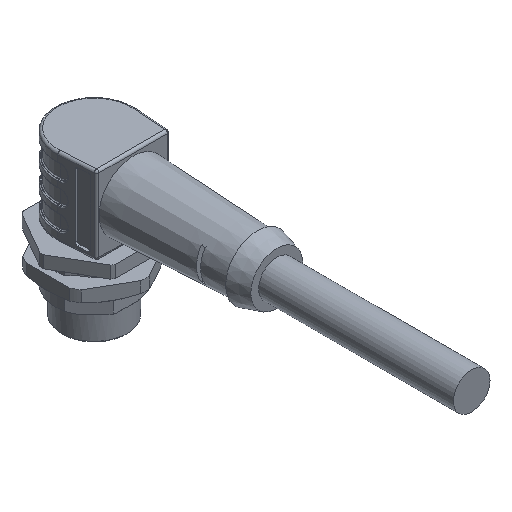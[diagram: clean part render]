
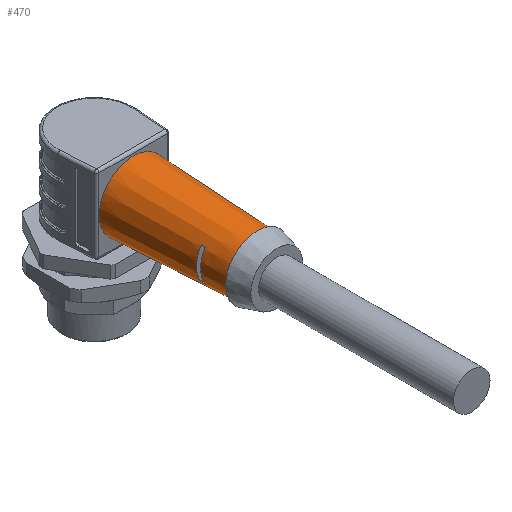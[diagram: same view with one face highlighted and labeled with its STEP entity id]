
A CAD part, isometric view. The second image highlights one B-rep face of the part: STEP entity #470.
In plain terms, the highlighted conical face has half-angle 2.694 degrees and reference radius 7 mm.
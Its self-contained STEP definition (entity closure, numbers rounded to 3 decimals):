
#69=CONICAL_SURFACE('',#4156,7.,2.694);
#148=FACE_BOUND('',#1019,.T.);
#149=FACE_BOUND('',#1020,.T.);
#150=FACE_BOUND('',#1021,.T.);
#151=FACE_BOUND('',#1022,.T.);
#301=B_SPLINE_CURVE_WITH_KNOTS('',3,(#6411,#6412,#6413,#6414,#6415,#6416),
 .UNSPECIFIED.,.F.,.F.,(4,2,4),(0.,0.506,1.),.UNSPECIFIED.);
#302=B_SPLINE_CURVE_WITH_KNOTS('',3,(#6426,#6427,#6428,#6429,#6430,#6431),
 .UNSPECIFIED.,.F.,.F.,(4,2,4),(0.,0.494,1.),.UNSPECIFIED.);
#303=B_SPLINE_CURVE_WITH_KNOTS('',3,(#6443,#6444,#6445,#6446,#6447,#6448),
 .UNSPECIFIED.,.F.,.F.,(4,2,4),(0.,0.494,1.),.UNSPECIFIED.);
#304=B_SPLINE_CURVE_WITH_KNOTS('',3,(#6456,#6457,#6458,#6459,#6460,#6461),
 .UNSPECIFIED.,.F.,.F.,(4,2,4),(0.,0.506,1.),.UNSPECIFIED.);
#470=ADVANCED_FACE('',(#148,#149,#150,#151),#69,.T.);
#1019=EDGE_LOOP('',(#1980));
#1020=EDGE_LOOP('',(#1981));
#1021=EDGE_LOOP('',(#1982,#1983,#1984,#1985));
#1022=EDGE_LOOP('',(#1986,#1987,#1988,#1989));
#1220=CIRCLE('',#4056,6.101);
#1221=CIRCLE('',#4059,6.064);
#1222=CIRCLE('',#4061,6.101);
#1223=CIRCLE('',#4064,6.064);
#1224=CIRCLE('',#4067,5.8);
#1273=CIRCLE('',#4155,7.);
#1980=ORIENTED_EDGE('',*,*,#3146,.T.);
#1981=ORIENTED_EDGE('',*,*,#3047,.F.);
#1982=ORIENTED_EDGE('',*,*,#3046,.F.);
#1983=ORIENTED_EDGE('',*,*,#3045,.T.);
#1984=ORIENTED_EDGE('',*,*,#3042,.F.);
#1985=ORIENTED_EDGE('',*,*,#3039,.F.);
#1986=ORIENTED_EDGE('',*,*,#3038,.F.);
#1987=ORIENTED_EDGE('',*,*,#3036,.F.);
#1988=ORIENTED_EDGE('',*,*,#3035,.T.);
#1989=ORIENTED_EDGE('',*,*,#3031,.F.);
#2611=VERTEX_POINT('',#6417);
#2612=VERTEX_POINT('',#6418);
#2613=VERTEX_POINT('',#6423);
#2614=VERTEX_POINT('',#6432);
#2615=VERTEX_POINT('',#6438);
#2616=VERTEX_POINT('',#6439);
#2617=VERTEX_POINT('',#6449);
#2618=VERTEX_POINT('',#6453);
#2619=VERTEX_POINT('',#6464);
#2682=VERTEX_POINT('',#6779);
#3031=EDGE_CURVE('',#2611,#2612,#301,.T.);
#3035=EDGE_CURVE('',#2613,#2612,#1220,.T.);
#3036=EDGE_CURVE('',#2613,#2614,#302,.T.);
#3038=EDGE_CURVE('',#2614,#2611,#1221,.T.);
#3039=EDGE_CURVE('',#2615,#2616,#1222,.T.);
#3042=EDGE_CURVE('',#2616,#2617,#303,.T.);
#3045=EDGE_CURVE('',#2618,#2617,#1223,.T.);
#3046=EDGE_CURVE('',#2618,#2615,#304,.T.);
#3047=EDGE_CURVE('',#2619,#2619,#1224,.T.);
#3146=EDGE_CURVE('',#2682,#2682,#1273,.T.);
#4056=AXIS2_PLACEMENT_3D('',#6424,#4846,#4847);
#4059=AXIS2_PLACEMENT_3D('',#6435,#4853,#4854);
#4061=AXIS2_PLACEMENT_3D('',#6437,#4857,#4858);
#4064=AXIS2_PLACEMENT_3D('',#6454,#4867,#4868);
#4067=AXIS2_PLACEMENT_3D('',#6463,#4873,#4874);
#4155=AXIS2_PLACEMENT_3D('',#6778,#5093,#5094);
#4156=AXIS2_PLACEMENT_3D('',#6780,#5095,#5096);
#4846=DIRECTION('',(0.,1.,0.));
#4847=DIRECTION('',(0.,0.,1.));
#4853=DIRECTION('',(0.,1.,0.));
#4854=DIRECTION('',(0.,0.,1.));
#4857=DIRECTION('',(0.,-1.,0.));
#4858=DIRECTION('',(0.,0.,-1.));
#4867=DIRECTION('',(0.,-1.,0.));
#4868=DIRECTION('',(0.,0.,-1.));
#4873=DIRECTION('',(0.,-1.,0.));
#4874=DIRECTION('',(0.,0.,-1.));
#5093=DIRECTION('',(0.,-1.,0.));
#5094=DIRECTION('',(-1.,0.,0.));
#5095=DIRECTION('',(0.,1.,0.));
#5096=DIRECTION('',(0.,0.,-1.));
#6411=CARTESIAN_POINT('',(55.119,22.1,4.75));
#6412=CARTESIAN_POINT('',(55.126,22.235,4.75));
#6413=CARTESIAN_POINT('',(55.134,22.37,4.75));
#6414=CARTESIAN_POINT('',(55.149,22.636,4.75));
#6415=CARTESIAN_POINT('',(55.156,22.768,4.75));
#6416=CARTESIAN_POINT('',(55.164,22.9,4.75));
#6417=CARTESIAN_POINT('',(55.119,22.1,4.75));
#6418=CARTESIAN_POINT('',(55.164,22.9,4.75));
#6423=CARTESIAN_POINT('',(55.164,22.9,11.25));
#6424=CARTESIAN_POINT('',(50.,22.9,8.));
#6426=CARTESIAN_POINT('',(55.164,22.9,11.25));
#6427=CARTESIAN_POINT('',(55.156,22.768,11.25));
#6428=CARTESIAN_POINT('',(55.149,22.636,11.25));
#6429=CARTESIAN_POINT('',(55.134,22.37,11.25));
#6430=CARTESIAN_POINT('',(55.126,22.235,11.25));
#6431=CARTESIAN_POINT('',(55.119,22.1,11.25));
#6432=CARTESIAN_POINT('',(55.119,22.1,11.25));
#6435=CARTESIAN_POINT('',(50.,22.1,8.));
#6437=CARTESIAN_POINT('',(50.,22.9,8.));
#6438=CARTESIAN_POINT('',(44.836,22.9,11.25));
#6439=CARTESIAN_POINT('',(44.836,22.9,4.75));
#6443=CARTESIAN_POINT('',(44.836,22.9,4.75));
#6444=CARTESIAN_POINT('',(44.844,22.768,4.75));
#6445=CARTESIAN_POINT('',(44.851,22.636,4.75));
#6446=CARTESIAN_POINT('',(44.866,22.37,4.75));
#6447=CARTESIAN_POINT('',(44.874,22.235,4.75));
#6448=CARTESIAN_POINT('',(44.881,22.1,4.75));
#6449=CARTESIAN_POINT('',(44.881,22.1,4.75));
#6453=CARTESIAN_POINT('',(44.881,22.1,11.25));
#6454=CARTESIAN_POINT('',(50.,22.1,8.));
#6456=CARTESIAN_POINT('',(44.881,22.1,11.25));
#6457=CARTESIAN_POINT('',(44.874,22.235,11.25));
#6458=CARTESIAN_POINT('',(44.866,22.37,11.25));
#6459=CARTESIAN_POINT('',(44.851,22.636,11.25));
#6460=CARTESIAN_POINT('',(44.844,22.768,11.25));
#6461=CARTESIAN_POINT('',(44.836,22.9,11.25));
#6463=CARTESIAN_POINT('',(50.,16.5,8.));
#6464=CARTESIAN_POINT('',(50.,16.5,2.2));
#6778=CARTESIAN_POINT('',(50.,42.,8.));
#6779=CARTESIAN_POINT('',(43.,42.,8.));
#6780=CARTESIAN_POINT('',(50.,42.,8.));
